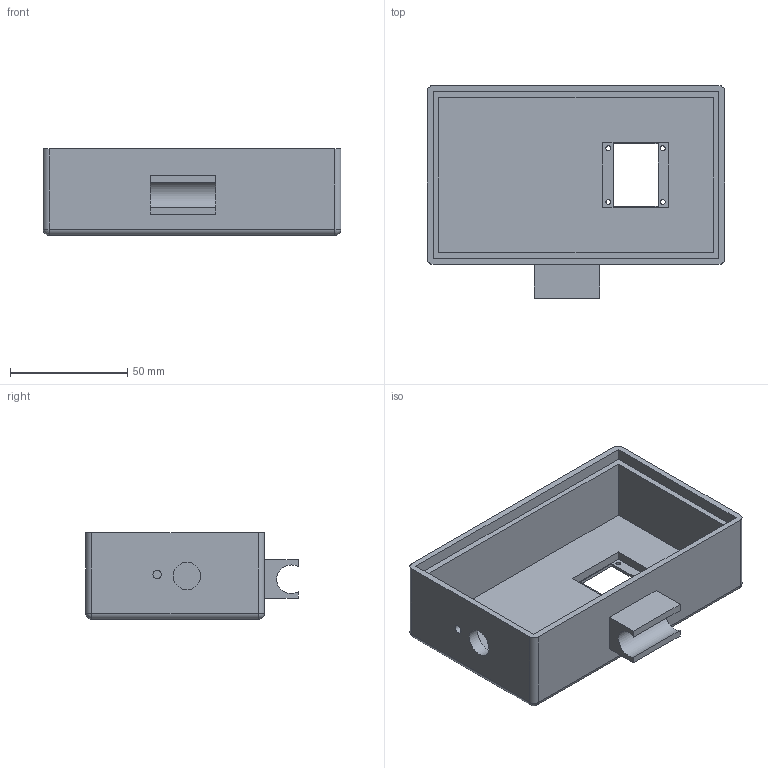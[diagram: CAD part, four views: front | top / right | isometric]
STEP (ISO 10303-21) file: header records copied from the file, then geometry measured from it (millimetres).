
FILE_DESCRIPTION(/* description */ (''),/* implementation_level */ '2;1');
FILE_NAME(/* name */ 'FRONT COVER.step',/* time_stamp */ '2025-04-22T21:25:33-04:00',/* author */ (''),/* organization */ (''),/* preprocessor_version */ 'ST-DEVELOPER v20.1',/* originating_system */ 'Autodesk Translation Framework v14.4.0.0',/* authorisation */ '');
FILE_SCHEMA (('AUTOMOTIVE_DESIGN { 1 0 10303 214 3 1 1 }'));
Length unit declared in the file: inch
Products named in the file (1): FRONT
Bounding box: 127 x 90.68 x 36.83 mm (x, y, z)
Volume: 105669.7 mm3; surface area: 46476.5 mm2
Topology: 1 solids, 1 shells, 50 faces, 122 edges, 78 vertices
Faces by surface type: plane 31, cylinder 15, sphere 4
Full cylindrical faces by diameter (mm): 2.057 x4, 3.556 x1, 11.811 x1
Entity records: 1519 total; most frequent: DIRECTION 254, CARTESIAN_POINT 251, ORIENTED_EDGE 244, EDGE_CURVE 122, LINE 92, VECTOR 92, AXIS2_PLACEMENT_3D 81, VERTEX_POINT 78
